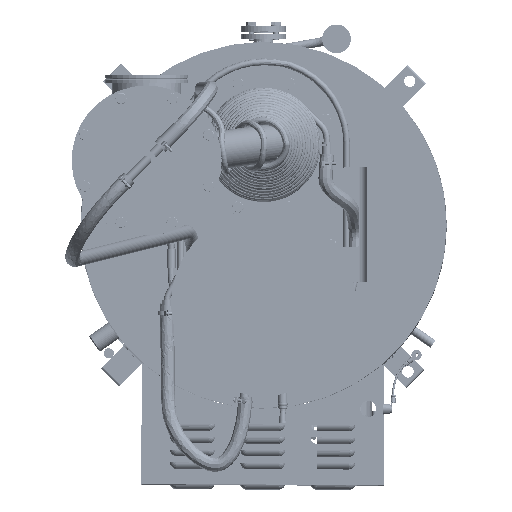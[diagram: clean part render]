
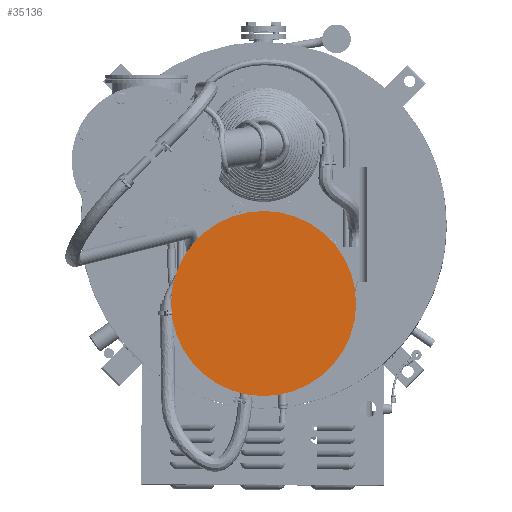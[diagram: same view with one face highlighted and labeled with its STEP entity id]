
A CAD part, top view. The second image highlights one B-rep face of the part: STEP entity #35136.
In plain terms, the highlighted planar face has unit normal (0, 0, -1).
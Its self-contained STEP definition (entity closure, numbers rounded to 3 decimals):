
#35136=ADVANCED_FACE('',(#86278),#86280,.T.);
#86278=FACE_BOUND('',#86279,.T.);
#86279=EDGE_LOOP('',(#94715));
#86280=PLANE('',#86281);
#86281=AXIS2_PLACEMENT_3D('',#86282,#86283,#86284);
#86282=CARTESIAN_POINT('',(0.,-125.,1624.));
#86283=DIRECTION('',(0.,0.,-1.));
#86284=DIRECTION('',(0.164,-0.986,0.));
#94715=ORIENTED_EDGE('',*,*,#103137,.T.);
#103137=EDGE_CURVE('',#119971,#119971,#119972,.T.);
#119971=VERTEX_POINT('',#197526);
#119972=CIRCLE('',#197527,145.);
#197526=CARTESIAN_POINT('',(23.825,-268.029,1624.));
#197527=AXIS2_PLACEMENT_3D('',#197528,#197529,#197530);
#197528=CARTESIAN_POINT('',(0.,-125.,1624.));
#197529=DIRECTION('',(0.,0.,-1.));
#197530=DIRECTION('',(0.164,-0.986,0.));
